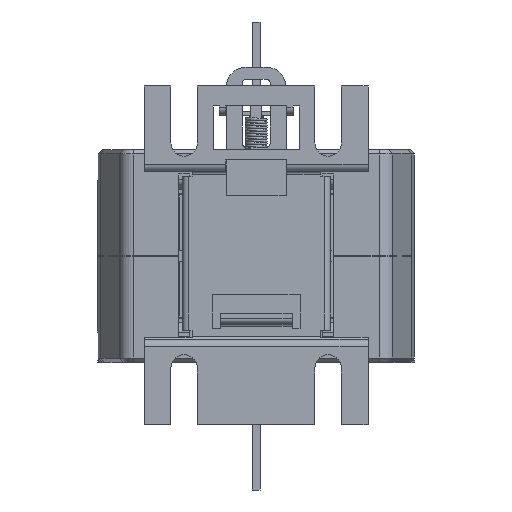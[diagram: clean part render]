
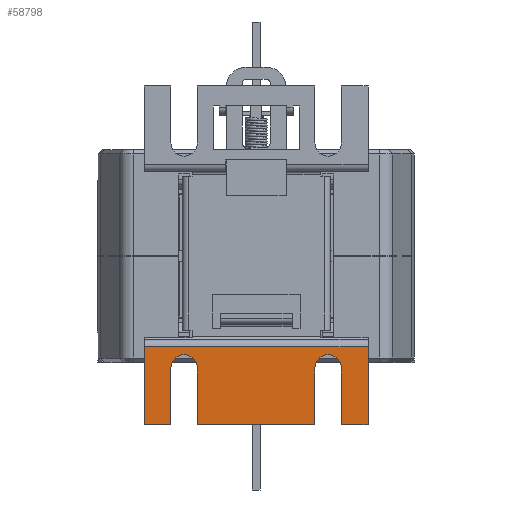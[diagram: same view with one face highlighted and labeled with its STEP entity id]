
A CAD part, front view. The second image highlights one B-rep face of the part: STEP entity #58798.
In plain terms, the highlighted planar face has unit normal (0, -1, 0).
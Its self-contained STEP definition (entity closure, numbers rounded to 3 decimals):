
#4704 = DIRECTION ( 'NONE',  ( 0., 0., 1. ) ) ;
#4711 = CARTESIAN_POINT ( 'NONE',  ( 14.7, -44., -27.982 ) ) ;
#4955 = CARTESIAN_POINT ( 'NONE',  ( -28., -44., -42.232 ) ) ;
#4963 = DIRECTION ( 'NONE',  ( 1., 0., 0. ) ) ;
#5583 = DIRECTION ( 'NONE',  ( 0., 0., 1. ) ) ;
#5608 = CARTESIAN_POINT ( 'NONE',  ( -21.3, -44., -42.232 ) ) ;
#7401 = LINE ( 'NONE', #5608, #7533 ) ;
#7533 = VECTOR ( 'NONE', #5583, 1000. ) ;
#8907 = ORIENTED_EDGE ( 'NONE', *, *, #72552, .F. ) ;
#8913 = ORIENTED_EDGE ( 'NONE', *, *, #82710, .T. ) ;
#8914 = ORIENTED_EDGE ( 'NONE', *, *, #53851, .T. ) ;
#8920 = ORIENTED_EDGE ( 'NONE', *, *, #53375, .T. ) ;
#8921 = ORIENTED_EDGE ( 'NONE', *, *, #82511, .T. ) ;
#8933 = ORIENTED_EDGE ( 'NONE', *, *, #72379, .T. ) ;
#11800 = ORIENTED_EDGE ( 'NONE', *, *, #52562, .T. ) ;
#11837 = ORIENTED_EDGE ( 'NONE', *, *, #81588, .T. ) ;
#11842 = ORIENTED_EDGE ( 'NONE', *, *, #72449, .T. ) ;
#11850 = ORIENTED_EDGE ( 'NONE', *, *, #51892, .T. ) ;
#11888 = ORIENTED_EDGE ( 'NONE', *, *, #82592, .T. ) ;
#11916 = ORIENTED_EDGE ( 'NONE', *, *, #52502, .T. ) ;
#16809 = CARTESIAN_POINT ( 'NONE',  ( -28., -44., -22.695 ) ) ;
#16810 = CARTESIAN_POINT ( 'NONE',  ( 28., -44., -22.695 ) ) ;
#16826 = CARTESIAN_POINT ( 'NONE',  ( 21.3, -44., -42.232 ) ) ;
#16841 = CARTESIAN_POINT ( 'NONE',  ( 14.7, -44., -42.232 ) ) ;
#16845 = CARTESIAN_POINT ( 'NONE',  ( 28., -44., -42.232 ) ) ;
#16895 = CARTESIAN_POINT ( 'NONE',  ( -28., -44., -42.232 ) ) ;
#21458 = CARTESIAN_POINT ( 'NONE',  ( 14.7, -44., -27.982 ) ) ;
#21459 = CARTESIAN_POINT ( 'NONE',  ( -14.7, -44., -42.232 ) ) ;
#21467 = CARTESIAN_POINT ( 'NONE',  ( -14.7, -44., -27.982 ) ) ;
#21481 = CARTESIAN_POINT ( 'NONE',  ( -21.3, -44., -42.232 ) ) ;
#21497 = CARTESIAN_POINT ( 'NONE',  ( -21.3, -44., -27.982 ) ) ;
#21506 = CARTESIAN_POINT ( 'NONE',  ( 21.3, -44., -27.982 ) ) ;
#35238 = CIRCLE ( 'NONE', #57019, 3.3 ) ;
#35562 = VECTOR ( 'NONE', #40425, 1000. ) ;
#35598 = LINE ( 'NONE', #40415, #35562 ) ;
#35655 = LINE ( 'NONE', #40456, #35661 ) ;
#35661 = VECTOR ( 'NONE', #40481, 1000. ) ;
#35945 = LINE ( 'NONE', #51653, #35981 ) ;
#35981 = VECTOR ( 'NONE', #51729, 1000. ) ;
#36242 = VECTOR ( 'NONE', #54655, 1000. ) ;
#36275 = LINE ( 'NONE', #54640, #36242 ) ;
#37778 = DIRECTION ( 'NONE',  ( 0., 0., -1. ) ) ;
#37849 = CARTESIAN_POINT ( 'NONE',  ( -18., -44., -27.982 ) ) ;
#37877 = DIRECTION ( 'NONE',  ( 0., 1., 0. ) ) ;
#39937 = FACE_OUTER_BOUND ( 'NONE', #80435, .T. ) ;
#40415 = CARTESIAN_POINT ( 'NONE',  ( -14.7, -44., -27.982 ) ) ;
#40425 = DIRECTION ( 'NONE',  ( 0., 0., -1. ) ) ;
#40456 = CARTESIAN_POINT ( 'NONE',  ( 28., -44., -42.232 ) ) ;
#40481 = DIRECTION ( 'NONE',  ( 1., 0., 0. ) ) ;
#42208 = AXIS2_PLACEMENT_3D ( 'NONE', #43724, #43703, #43729 ) ;
#43703 = DIRECTION ( 'NONE',  ( 0., 1., 0. ) ) ;
#43724 = CARTESIAN_POINT ( 'NONE',  ( 18., -44., 33.018 ) ) ;
#43725 = PLANE ( 'NONE',  #42208 ) ;
#43729 = DIRECTION ( 'NONE',  ( 0., 0., -1. ) ) ;
#48200 = VERTEX_POINT ( 'NONE', #16810 ) ;
#48216 = VERTEX_POINT ( 'NONE', #16826 ) ;
#48232 = VERTEX_POINT ( 'NONE', #16845 ) ;
#48249 = VERTEX_POINT ( 'NONE', #16841 ) ;
#48251 = VERTEX_POINT ( 'NONE', #16809 ) ;
#48299 = VERTEX_POINT ( 'NONE', #16895 ) ;
#49587 = VERTEX_POINT ( 'NONE', #21467 ) ;
#49598 = VERTEX_POINT ( 'NONE', #21481 ) ;
#49600 = VERTEX_POINT ( 'NONE', #21506 ) ;
#49604 = VERTEX_POINT ( 'NONE', #21497 ) ;
#49605 = VERTEX_POINT ( 'NONE', #21458 ) ;
#49606 = VERTEX_POINT ( 'NONE', #21459 ) ;
#51653 = CARTESIAN_POINT ( 'NONE',  ( 21.3, -44., -42.232 ) ) ;
#51729 = DIRECTION ( 'NONE',  ( 0., 0., -1. ) ) ;
#51892 = EDGE_CURVE ( 'NONE', #49604, #49587, #35238, .T. ) ;
#52502 = EDGE_CURVE ( 'NONE', #49587, #49606, #35598, .T. ) ;
#52562 = EDGE_CURVE ( 'NONE', #48216, #48232, #35655, .T. ) ;
#53375 = EDGE_CURVE ( 'NONE', #49600, #48216, #35945, .T. ) ;
#53851 = EDGE_CURVE ( 'NONE', #49606, #48249, #36275, .T. ) ;
#54640 = CARTESIAN_POINT ( 'NONE',  ( -14.7, -44., -42.232 ) ) ;
#54655 = DIRECTION ( 'NONE',  ( 1., 0., 0. ) ) ;
#57019 = AXIS2_PLACEMENT_3D ( 'NONE', #37849, #37877, #37778 ) ;
#58798 = ADVANCED_FACE ( 'NONE', ( #39937 ), #43725, .F. ) ;
#72379 = EDGE_CURVE ( 'NONE', #48232, #48200, #105032, .T. ) ;
#72449 = EDGE_CURVE ( 'NONE', #48251, #48299, #105146, .T. ) ;
#72552 = EDGE_CURVE ( 'NONE', #48251, #48200, #105291, .T. ) ;
#80435 = EDGE_LOOP ( 'NONE', ( #8907, #11842, #11888, #8913, #11850, #11916, #8914, #8921, #11837, #8920, #11800, #8933 ) ) ;
#81588 = EDGE_CURVE ( 'NONE', #49605, #49600, #105813, .T. ) ;
#82511 = EDGE_CURVE ( 'NONE', #48249, #49605, #117499, .T. ) ;
#82592 = EDGE_CURVE ( 'NONE', #48299, #49598, #118129, .T. ) ;
#82710 = EDGE_CURVE ( 'NONE', #49598, #49604, #7401, .T. ) ;
#105032 = LINE ( 'NONE', #107744, #105122 ) ;
#105122 = VECTOR ( 'NONE', #107858, 1000. ) ;
#105146 = LINE ( 'NONE', #108169, #105201 ) ;
#105201 = VECTOR ( 'NONE', #108212, 1000. ) ;
#105291 = LINE ( 'NONE', #108708, #105329 ) ;
#105329 = VECTOR ( 'NONE', #108735, 1000. ) ;
#105813 = CIRCLE ( 'NONE', #121553, 3.3 ) ;
#107744 = CARTESIAN_POINT ( 'NONE',  ( 28., -44., -42.232 ) ) ;
#107858 = DIRECTION ( 'NONE',  ( 0., 0., 1. ) ) ;
#108169 = CARTESIAN_POINT ( 'NONE',  ( -28., -44., -42.232 ) ) ;
#108212 = DIRECTION ( 'NONE',  ( 0., 0., -1. ) ) ;
#108708 = CARTESIAN_POINT ( 'NONE',  ( 18., -44., -22.695 ) ) ;
#108735 = DIRECTION ( 'NONE',  ( 1., 0., 0. ) ) ;
#111503 = DIRECTION ( 'NONE',  ( 0., 0., 1. ) ) ;
#111508 = CARTESIAN_POINT ( 'NONE',  ( 18., -44., -27.982 ) ) ;
#111527 = DIRECTION ( 'NONE',  ( 0., 1., 0. ) ) ;
#117499 = LINE ( 'NONE', #4711, #117574 ) ;
#117574 = VECTOR ( 'NONE', #4704, 1000. ) ;
#118129 = LINE ( 'NONE', #4955, #118133 ) ;
#118133 = VECTOR ( 'NONE', #4963, 1000. ) ;
#121553 = AXIS2_PLACEMENT_3D ( 'NONE', #111508, #111527, #111503 ) ;
